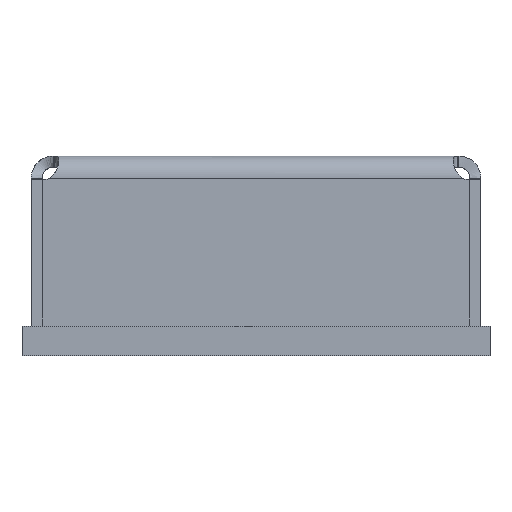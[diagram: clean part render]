
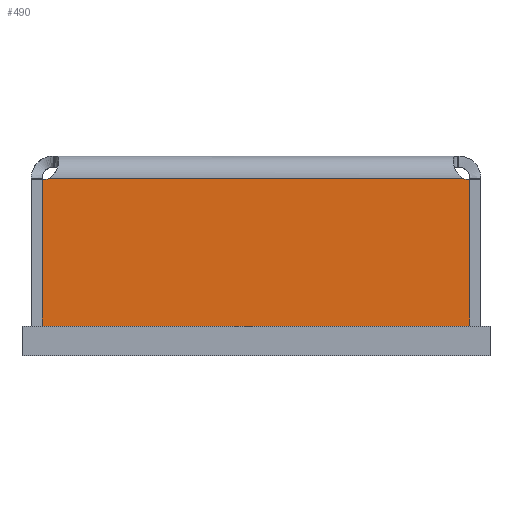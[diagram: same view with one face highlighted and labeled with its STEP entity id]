
A CAD part, left-side view. The second image highlights one B-rep face of the part: STEP entity #490.
In plain terms, the highlighted planar face has unit normal (-1, 0, 0).
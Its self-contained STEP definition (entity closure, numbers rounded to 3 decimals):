
#490=ADVANCED_FACE('',(#4713),#4715,.F.);
#4713=FACE_BOUND('',#4714,.T.);
#4714=EDGE_LOOP('',(#12004,#12005,#12006,#12007,#12008,#12009));
#4715=PLANE('',#4716);
#4716=AXIS2_PLACEMENT_3D('',#4717,#4718,#4719);
#4717=CARTESIAN_POINT('',(-6.1,0.,5.426));
#4718=DIRECTION('',(1.,0.,0.));
#4719=DIRECTION('',(0.,0.,-1.));
#12004=ORIENTED_EDGE('',*,*,#14381,.F.);
#12005=ORIENTED_EDGE('',*,*,#14383,.T.);
#12006=ORIENTED_EDGE('',*,*,#14373,.F.);
#12007=ORIENTED_EDGE('',*,*,#14384,.F.);
#12008=ORIENTED_EDGE('',*,*,#14385,.T.);
#12009=ORIENTED_EDGE('',*,*,#14386,.T.);
#14373=EDGE_CURVE('',#15999,#16000,#16001,.T.);
#14381=EDGE_CURVE('',#16012,#16014,#16015,.T.);
#14383=EDGE_CURVE('',#16012,#16000,#16017,.T.);
#14384=EDGE_CURVE('',#16018,#15999,#16019,.T.);
#14385=EDGE_CURVE('',#16018,#16020,#16021,.T.);
#14386=EDGE_CURVE('',#16020,#16014,#16022,.T.);
#15999=VERTEX_POINT('',#22891);
#16000=VERTEX_POINT('',#22892);
#16001=LINE('',#22893,#22894);
#16012=VERTEX_POINT('',#22982);
#16014=VERTEX_POINT('',#22986);
#16015=LINE('',#22987,#22988);
#16017=CIRCLE('',#22993,0.45);
#16018=VERTEX_POINT('',#22997);
#16019=CIRCLE('',#22998,0.45);
#16020=VERTEX_POINT('',#23002);
#16021=LINE('',#23003,#23004);
#16022=LINE('',#23006,#23007);
#22891=CARTESIAN_POINT('',(-6.1,5.608,4.826));
#22892=CARTESIAN_POINT('',(-6.1,-5.608,4.826));
#22893=CARTESIAN_POINT('',(-6.1,5.608,4.826));
#22894=VECTOR('',#22895,1.);
#22895=DIRECTION('',(0.,-1.,0.));
#22982=CARTESIAN_POINT('',(-6.1,-5.8,4.783));
#22986=CARTESIAN_POINT('',(-6.1,-5.8,0.813));
#22987=CARTESIAN_POINT('',(-6.1,-5.8,4.783));
#22988=VECTOR('',#22989,1.);
#22989=DIRECTION('',(0.,0.,-1.));
#22993=AXIS2_PLACEMENT_3D('',#22994,#22995,#22996);
#22994=CARTESIAN_POINT('',(-6.1,-5.8,5.233));
#22995=DIRECTION('',(1.,0.,0.));
#22996=DIRECTION('',(0.,0.,-1.));
#22997=CARTESIAN_POINT('',(-6.1,5.8,4.783));
#22998=AXIS2_PLACEMENT_3D('',#22999,#23000,#23001);
#22999=CARTESIAN_POINT('',(-6.1,5.8,5.233));
#23000=DIRECTION('',(-1.,0.,0.));
#23001=DIRECTION('',(0.,0.,-1.));
#23002=CARTESIAN_POINT('',(-6.1,5.8,0.813));
#23003=CARTESIAN_POINT('',(-6.1,5.8,4.783));
#23004=VECTOR('',#23005,1.);
#23005=DIRECTION('',(0.,0.,-1.));
#23006=CARTESIAN_POINT('',(-6.1,5.8,0.813));
#23007=VECTOR('',#23008,1.);
#23008=DIRECTION('',(0.,-1.,0.));
